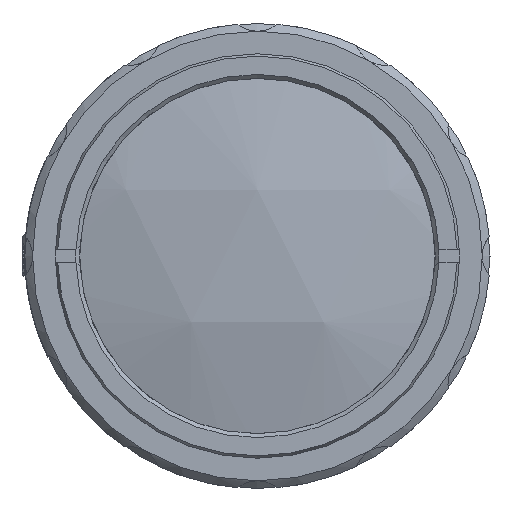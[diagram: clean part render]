
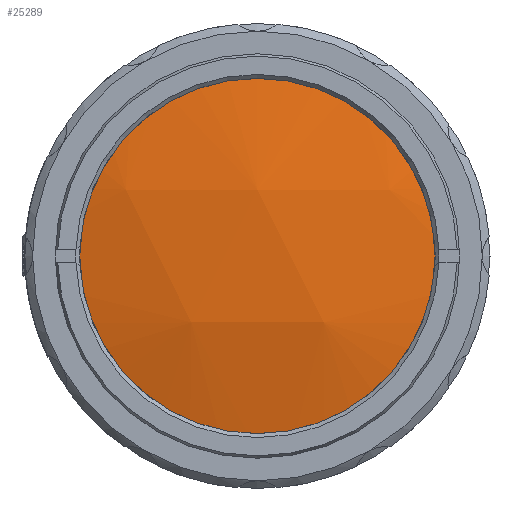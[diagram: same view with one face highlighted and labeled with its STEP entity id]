
A CAD part, left-side view. The second image highlights one B-rep face of the part: STEP entity #25289.
In plain terms, the highlighted spherical face has radius 45.7 mm.
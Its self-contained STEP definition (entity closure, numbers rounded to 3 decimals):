
#760=SPHERICAL_SURFACE('',#27266,45.7);
#3449=FACE_OUTER_BOUND('',#5060,.T.);
#5060=EDGE_LOOP('',(#17937,#17938));
#10350=CIRCLE('',#27267,12.7);
#10351=CIRCLE('',#27268,12.7);
#11117=VERTEX_POINT('',#35501);
#11118=VERTEX_POINT('',#35502);
#13788=EDGE_CURVE('',#11117,#11118,#10350,.T.);
#13789=EDGE_CURVE('',#11118,#11117,#10351,.T.);
#17937=ORIENTED_EDGE('',*,*,#13788,.T.);
#17938=ORIENTED_EDGE('',*,*,#13789,.T.);
#25289=ADVANCED_FACE('',(#3449),#760,.T.);
#27266=AXIS2_PLACEMENT_3D('',#35500,#29496,#29497);
#27267=AXIS2_PLACEMENT_3D('',#35503,#29498,#29499);
#27268=AXIS2_PLACEMENT_3D('',#35504,#29500,#29501);
#29496=DIRECTION('center_axis',(-1.,0.,0.));
#29497=DIRECTION('ref_axis',(0.,-1.,0.));
#29498=DIRECTION('center_axis',(0.,0.,1.));
#29499=DIRECTION('ref_axis',(0.814,-0.581,0.));
#29500=DIRECTION('center_axis',(0.,0.,1.));
#29501=DIRECTION('ref_axis',(0.814,-0.581,0.));
#35500=CARTESIAN_POINT('Origin',(0.,0.,7.325));
#35501=CARTESIAN_POINT('',(12.7,0.,51.225));
#35502=CARTESIAN_POINT('',(-12.7,0.,51.225));
#35503=CARTESIAN_POINT('Origin',(0.,0.,
51.225));
#35504=CARTESIAN_POINT('Origin',(0.,0.,
51.225));
